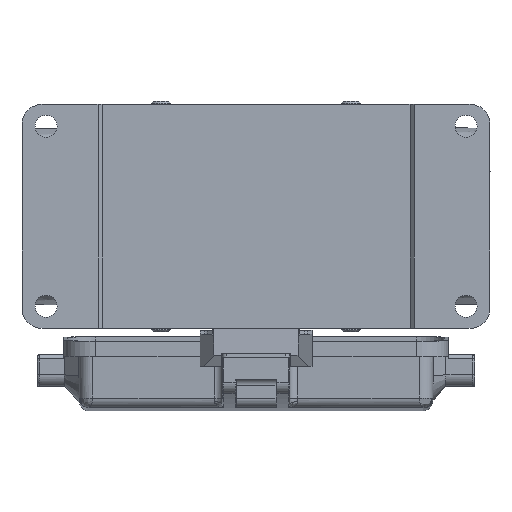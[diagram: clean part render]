
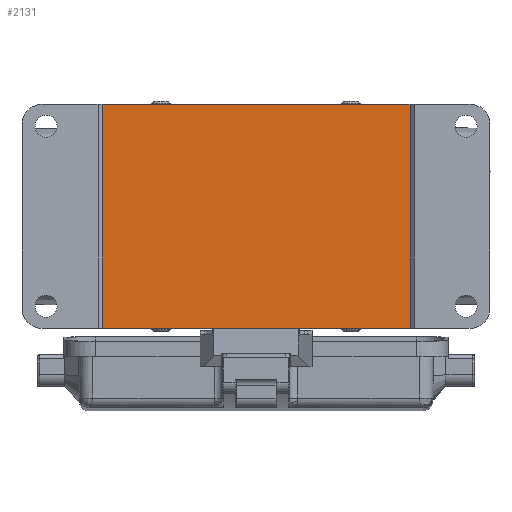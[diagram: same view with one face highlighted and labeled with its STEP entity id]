
A CAD part, front view. The second image highlights one B-rep face of the part: STEP entity #2131.
In plain terms, the highlighted planar face has unit normal (0, -1, 0).
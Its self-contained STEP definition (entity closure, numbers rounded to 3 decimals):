
#896=FACE_OUTER_BOUND('',#4962,.T.);
#2131=ADVANCED_FACE('NONE',(#896),#2569,.F.);
#2569=PLANE('',#12919);
#3289=LINE('',#22175,#4139);
#3290=LINE('',#22178,#4140);
#3291=LINE('',#22180,#4141);
#3292=LINE('',#22182,#4142);
#4139=VECTOR('',#15355,1.);
#4140=VECTOR('',#15356,1.);
#4141=VECTOR('',#15357,1.);
#4142=VECTOR('',#15358,1.);
#4962=EDGE_LOOP('',(#7534,#7535,#7536,#7537));
#7534=ORIENTED_EDGE('',*,*,#11231,.F.);
#7535=ORIENTED_EDGE('',*,*,#11232,.T.);
#7536=ORIENTED_EDGE('',*,*,#11233,.F.);
#7537=ORIENTED_EDGE('',*,*,#11234,.T.);
#9695=VERTEX_POINT('',#22176);
#9696=VERTEX_POINT('',#22177);
#9697=VERTEX_POINT('',#22179);
#9698=VERTEX_POINT('',#22181);
#11231=EDGE_CURVE('NONE',#9695,#9696,#3289,.T.);
#11232=EDGE_CURVE('NONE',#9695,#9697,#3290,.T.);
#11233=EDGE_CURVE('NONE',#9698,#9697,#3291,.T.);
#11234=EDGE_CURVE('NONE',#9698,#9696,#3292,.T.);
#12919=AXIS2_PLACEMENT_3D('',#22183,#15359,#15360);
#15355=DIRECTION('',(1.,0.,0.));
#15356=DIRECTION('',(0.,0.,-1.));
#15357=DIRECTION('',(-1.,0.,0.));
#15358=DIRECTION('',(0.,0.,1.));
#15359=DIRECTION('',(0.,1.,0.));
#15360=DIRECTION('',(0.,0.,1.));
#22175=CARTESIAN_POINT('',(-58.5,-23.,28.));
#22176=CARTESIAN_POINT('',(-38.5,-23.,28.));
#22177=CARTESIAN_POINT('',(38.5,-23.,28.));
#22178=CARTESIAN_POINT('',(-38.5,-23.,33.6));
#22179=CARTESIAN_POINT('',(-38.5,-23.,-28.));
#22180=CARTESIAN_POINT('',(58.5,-23.,-28.));
#22181=CARTESIAN_POINT('',(38.5,-23.,-28.));
#22182=CARTESIAN_POINT('',(38.5,-23.,33.6));
#22183=CARTESIAN_POINT('',(38.5,-23.,33.6));
